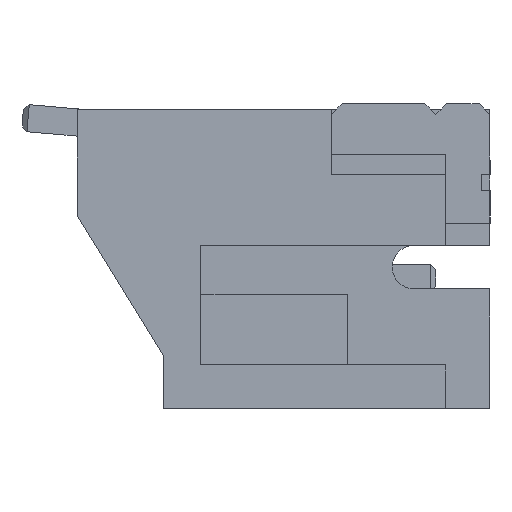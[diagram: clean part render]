
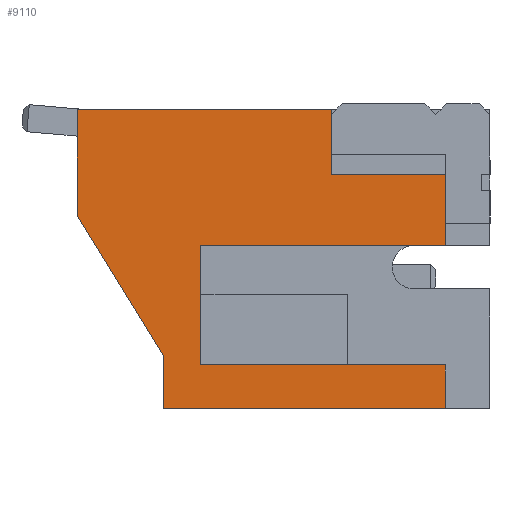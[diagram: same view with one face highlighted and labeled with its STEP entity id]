
A CAD part, left-side view. The second image highlights one B-rep face of the part: STEP entity #9110.
In plain terms, the highlighted planar face has unit normal (-1, 0, 0).
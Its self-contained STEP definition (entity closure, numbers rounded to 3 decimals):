
#130 = VECTOR ( 'NONE', #2854, 1000. ) ;
#173 = EDGE_CURVE ( 'NONE', #11373, #6376, #11904, .T. ) ;
#364 = VERTEX_POINT ( 'NONE', #3165 ) ;
#488 = VECTOR ( 'NONE', #8007, 1000. ) ;
#551 = EDGE_CURVE ( 'NONE', #7328, #364, #7676, .T. ) ;
#640 = DIRECTION ( 'NONE',  ( 0., -1., 0. ) ) ;
#957 = EDGE_CURVE ( 'NONE', #8928, #1424, #11632, .T. ) ;
#977 = CARTESIAN_POINT ( 'NONE',  ( -0.75, 4.81, -0.64 ) ) ;
#1086 = CARTESIAN_POINT ( 'NONE',  ( -0.75, 1.31, -0.64 ) ) ;
#1249 = VECTOR ( 'NONE', #640, 1000. ) ;
#1289 = DIRECTION ( 'NONE',  ( 0., 0., -1. ) ) ;
#1424 = VERTEX_POINT ( 'NONE', #5655 ) ;
#1772 = VECTOR ( 'NONE', #7421, 1000. ) ;
#1966 = DIRECTION ( 'NONE',  ( 0., 0., 1. ) ) ;
#2290 = ORIENTED_EDGE ( 'NONE', *, *, #551, .T. ) ;
#2294 = CARTESIAN_POINT ( 'NONE',  ( -0.75, 4.66, 4.54 ) ) ;
#2308 = PLANE ( 'NONE',  #12562 ) ;
#2612 = ORIENTED_EDGE ( 'NONE', *, *, #9660, .T. ) ;
#2616 = ORIENTED_EDGE ( 'NONE', *, *, #11326, .T. ) ;
#2682 = VECTOR ( 'NONE', #8710, 1000. ) ;
#2854 = DIRECTION ( 'NONE',  ( 0., 0., -1. ) ) ;
#2867 = CARTESIAN_POINT ( 'NONE',  ( -0.75, 5.61, 4.54 ) ) ;
#2930 = LINE ( 'NONE', #977, #7033 ) ;
#2971 = CARTESIAN_POINT ( 'NONE',  ( -0.75, 4.66, 4.54 ) ) ;
#3165 = CARTESIAN_POINT ( 'NONE',  ( -0.75, 1.31, -0.64 ) ) ;
#3242 = CARTESIAN_POINT ( 'NONE',  ( -0.75, 2.06, 6.14 ) ) ;
#3357 = VERTEX_POINT ( 'NONE', #11460 ) ;
#3368 = VECTOR ( 'NONE', #3437, 1000. ) ;
#3430 = CARTESIAN_POINT ( 'NONE',  ( -0.75, 2.61, -0.64 ) ) ;
#3437 = DIRECTION ( 'NONE',  ( 0., 1., 0. ) ) ;
#3729 = CARTESIAN_POINT ( 'NONE',  ( -0.75, 0.11, 4.54 ) ) ;
#3777 = LINE ( 'NONE', #2867, #12039 ) ;
#4020 = CARTESIAN_POINT ( 'NONE',  ( -0.75, 5.61, -0.64 ) ) ;
#4078 = VECTOR ( 'NONE', #11832, 1000. ) ;
#4211 = EDGE_CURVE ( 'NONE', #7520, #5829, #11721, .T. ) ;
#4276 = VECTOR ( 'NONE', #9843, 1000. ) ;
#4283 = CARTESIAN_POINT ( 'NONE',  ( -0.75, 2.61, 3.86 ) ) ;
#4542 = CARTESIAN_POINT ( 'NONE',  ( -0.75, 2.06, 6.14 ) ) ;
#4632 = DIRECTION ( 'NONE',  ( 1., 0., 0. ) ) ;
#4765 = EDGE_CURVE ( 'NONE', #10965, #11373, #3777, .T. ) ;
#4771 = CARTESIAN_POINT ( 'NONE',  ( -0.75, 1.31, 1.46 ) ) ;
#4928 = EDGE_CURVE ( 'NONE', #12431, #10965, #7035, .T. ) ;
#5044 = LINE ( 'NONE', #1086, #4078 ) ;
#5284 = ORIENTED_EDGE ( 'NONE', *, *, #11695, .T. ) ;
#5360 = CARTESIAN_POINT ( 'NONE',  ( -0.75, 2.61, -0.64 ) ) ;
#5655 = CARTESIAN_POINT ( 'NONE',  ( -0.75, 0.11, 1.46 ) ) ;
#5698 = LINE ( 'NONE', #4283, #8924 ) ;
#5723 = LINE ( 'NONE', #4542, #3368 ) ;
#5791 = EDGE_CURVE ( 'NONE', #10658, #12431, #5723, .T. ) ;
#5800 = VECTOR ( 'NONE', #10336, 1000. ) ;
#5829 = VERTEX_POINT ( 'NONE', #12412 ) ;
#6002 = ORIENTED_EDGE ( 'NONE', *, *, #4928, .T. ) ;
#6282 = FACE_OUTER_BOUND ( 'NONE', #11092, .T. ) ;
#6376 = VERTEX_POINT ( 'NONE', #10233 ) ;
#6546 = ORIENTED_EDGE ( 'NONE', *, *, #173, .T. ) ;
#6616 = ORIENTED_EDGE ( 'NONE', *, *, #8415, .T. ) ;
#6897 = CARTESIAN_POINT ( 'NONE',  ( -0.75, 5.61, -0.64 ) ) ;
#7033 = VECTOR ( 'NONE', #1966, 1000. ) ;
#7035 = LINE ( 'NONE', #2971, #488 ) ;
#7328 = VERTEX_POINT ( 'NONE', #5360 ) ;
#7421 = DIRECTION ( 'NONE',  ( 0., -1., 0. ) ) ;
#7520 = VERTEX_POINT ( 'NONE', #9879 ) ;
#7525 = ORIENTED_EDGE ( 'NONE', *, *, #5791, .T. ) ;
#7625 = ORIENTED_EDGE ( 'NONE', *, *, #957, .T. ) ;
#7676 = LINE ( 'NONE', #3430, #1772 ) ;
#7898 = EDGE_CURVE ( 'NONE', #364, #8928, #5044, .T. ) ;
#8007 = DIRECTION ( 'NONE',  ( 0., 0.852, -0.524 ) ) ;
#8415 = EDGE_CURVE ( 'NONE', #3357, #7520, #2930, .T. ) ;
#8474 = CARTESIAN_POINT ( 'NONE',  ( -0.75, 5.61, 4.54 ) ) ;
#8681 = DIRECTION ( 'NONE',  ( 0., -1., 0. ) ) ;
#8710 = DIRECTION ( 'NONE',  ( 0., -1., 0. ) ) ;
#8924 = VECTOR ( 'NONE', #1289, 1000. ) ;
#8928 = VERTEX_POINT ( 'NONE', #10251 ) ;
#9110 = ADVANCED_FACE ( 'NONE', ( #6282 ), #2308, .F. ) ;
#9355 = ORIENTED_EDGE ( 'NONE', *, *, #4765, .T. ) ;
#9660 = EDGE_CURVE ( 'NONE', #6376, #3357, #11759, .T. ) ;
#9843 = DIRECTION ( 'NONE',  ( 0., -1., 0. ) ) ;
#9879 = CARTESIAN_POINT ( 'NONE',  ( -0.75, 4.81, 3.86 ) ) ;
#10233 = CARTESIAN_POINT ( 'NONE',  ( -0.75, 5.61, -0.64 ) ) ;
#10251 = CARTESIAN_POINT ( 'NONE',  ( -0.75, 1.31, 1.46 ) ) ;
#10270 = CARTESIAN_POINT ( 'NONE',  ( -0.75, 0.11, 4.54 ) ) ;
#10336 = DIRECTION ( 'NONE',  ( 0., 0., 1. ) ) ;
#10658 = VERTEX_POINT ( 'NONE', #10885 ) ;
#10789 = DIRECTION ( 'NONE',  ( 0., 1., 0. ) ) ;
#10822 = ORIENTED_EDGE ( 'NONE', *, *, #4211, .T. ) ;
#10885 = CARTESIAN_POINT ( 'NONE',  ( -0.75, 0.11, 6.14 ) ) ;
#10965 = VERTEX_POINT ( 'NONE', #2294 ) ;
#11092 = EDGE_LOOP ( 'NONE', ( #6546, #2612, #6616, #10822, #5284, #2290, #12298, #7625, #2616, #7525, #6002, #9355 ) ) ;
#11326 = EDGE_CURVE ( 'NONE', #1424, #10658, #12166, .T. ) ;
#11373 = VERTEX_POINT ( 'NONE', #8474 ) ;
#11460 = CARTESIAN_POINT ( 'NONE',  ( -0.75, 4.81, -0.64 ) ) ;
#11593 = CARTESIAN_POINT ( 'NONE',  ( -0.75, 4.81, 3.86 ) ) ;
#11632 = LINE ( 'NONE', #4771, #4276 ) ;
#11695 = EDGE_CURVE ( 'NONE', #5829, #7328, #5698, .T. ) ;
#11721 = LINE ( 'NONE', #11593, #2682 ) ;
#11759 = LINE ( 'NONE', #6897, #1249 ) ;
#11832 = DIRECTION ( 'NONE',  ( 0., 0., 1. ) ) ;
#11904 = LINE ( 'NONE', #4020, #130 ) ;
#12039 = VECTOR ( 'NONE', #10789, 1000. ) ;
#12166 = LINE ( 'NONE', #10270, #5800 ) ;
#12298 = ORIENTED_EDGE ( 'NONE', *, *, #7898, .T. ) ;
#12412 = CARTESIAN_POINT ( 'NONE',  ( -0.75, 2.61, 3.86 ) ) ;
#12431 = VERTEX_POINT ( 'NONE', #3242 ) ;
#12562 = AXIS2_PLACEMENT_3D ( 'NONE', #3729, #4632, #8681 ) ;
